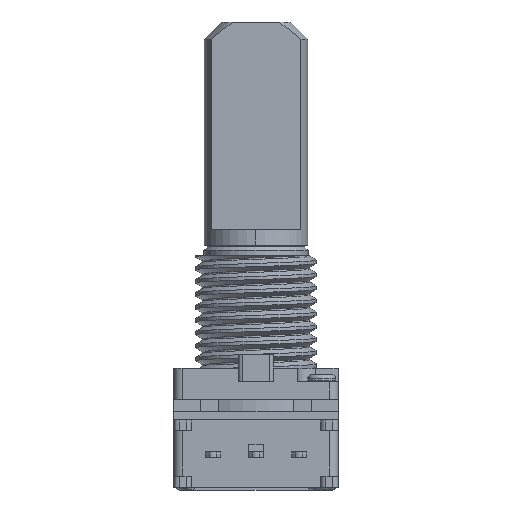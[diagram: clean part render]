
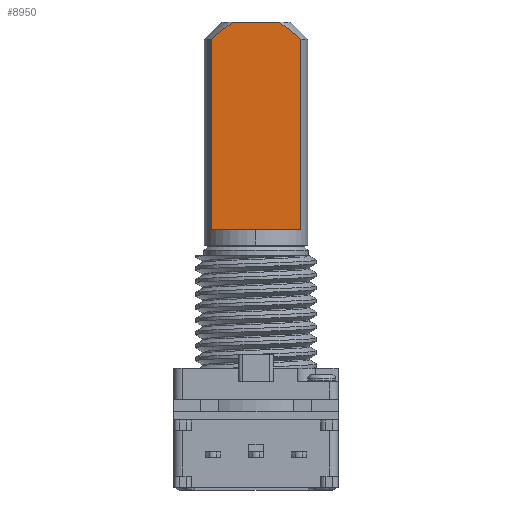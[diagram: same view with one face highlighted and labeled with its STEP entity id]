
A CAD part, front view. The second image highlights one B-rep face of the part: STEP entity #8950.
In plain terms, the highlighted planar face has unit normal (0, -1, 0).
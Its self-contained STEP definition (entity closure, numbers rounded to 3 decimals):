
#82 = DIRECTION ( 'NONE',  ( 0., 0., 1. ) ) ;
#175 = DIRECTION ( 'NONE',  ( -1., 0., 0. ) ) ;
#376 = DIRECTION ( 'NONE',  ( 0., 0., 1. ) ) ;
#559 = CARTESIAN_POINT ( 'NONE',  ( -1.549, -1.5, 22.351 ) ) ;
#589 = VERTEX_POINT ( 'NONE', #6365 ) ;
#736 = EDGE_LOOP ( 'NONE', ( #5645, #7746, #3625, #4652, #8747, #2033 ) ) ;
#1271 = CARTESIAN_POINT ( 'NONE',  ( -2.598, -1.5, 21.5 ) ) ;
#1315 = CARTESIAN_POINT ( 'NONE',  ( -1.323, -1.5, 22.5 ) ) ;
#1883 = CARTESIAN_POINT ( 'NONE',  ( -2.598, -1.5, 22.5 ) ) ;
#1983 = EDGE_CURVE ( 'NONE', #2429, #4115, #2883, .T. ) ;
#2033 = ORIENTED_EDGE ( 'NONE', *, *, #6520, .F. ) ;
#2058 = CARTESIAN_POINT ( 'NONE',  ( 2.187, -1.5, 21.851 ) ) ;
#2128 = CARTESIAN_POINT ( 'NONE',  ( 1.323, -1.5, 22.5 ) ) ;
#2164 = VECTOR ( 'NONE', #8095, 1000. ) ;
#2424 = EDGE_CURVE ( 'NONE', #5863, #589, #4233, .T. ) ;
#2429 = VERTEX_POINT ( 'NONE', #7301 ) ;
#2489 = VERTEX_POINT ( 'NONE', #2899 ) ;
#2668 = CARTESIAN_POINT ( 'NONE',  ( 2.394, -1.5, 21.677 ) ) ;
#2692 = DIRECTION ( 'NONE',  ( 0., 1., 0. ) ) ;
#2883 = B_SPLINE_CURVE_WITH_KNOTS ( 'NONE', 3,
 ( #1271, #7364, #4302, #3578, #559, #1315 ),
 .UNSPECIFIED., .F., .F.,
 ( 4, 2, 4 ),
 ( 0., 0.001, 0.002 ),
 .UNSPECIFIED. ) ;
#2899 = CARTESIAN_POINT ( 'NONE',  ( -2.598, -1.5, 10.5 ) ) ;
#2998 = VERTEX_POINT ( 'NONE', #4057 ) ;
#3578 = CARTESIAN_POINT ( 'NONE',  ( -1.764, -1.5, 22.188 ) ) ;
#3625 = ORIENTED_EDGE ( 'NONE', *, *, #2424, .F. ) ;
#3953 = CARTESIAN_POINT ( 'NONE',  ( -2.598, -1.5, -0.146 ) ) ;
#3996 = LINE ( 'NONE', #7110, #5283 ) ;
#4056 = PLANE ( 'NONE',  #6089 ) ;
#4057 = CARTESIAN_POINT ( 'NONE',  ( 2.598, -1.5, 10.5 ) ) ;
#4095 = LINE ( 'NONE', #7214, #8953 ) ;
#4115 = VERTEX_POINT ( 'NONE', #9480 ) ;
#4233 = B_SPLINE_CURVE_WITH_KNOTS ( 'NONE', 3,
 ( #7446, #9638, #9031, #2058, #2668, #5150 ),
 .UNSPECIFIED., .F., .F.,
 ( 4, 2, 4 ),
 ( 0., 0.001, 0.002 ),
 .UNSPECIFIED. ) ;
#4302 = CARTESIAN_POINT ( 'NONE',  ( -2.187, -1.5, 21.851 ) ) ;
#4628 = LINE ( 'NONE', #3953, #5630 ) ;
#4652 = ORIENTED_EDGE ( 'NONE', *, *, #8027, .F. ) ;
#4843 = EDGE_CURVE ( 'NONE', #589, #2998, #4095, .T. ) ;
#4988 = LINE ( 'NONE', #1883, #2164 ) ;
#5150 = CARTESIAN_POINT ( 'NONE',  ( 2.598, -1.5, 21.5 ) ) ;
#5283 = VECTOR ( 'NONE', #175, 1000. ) ;
#5630 = VECTOR ( 'NONE', #82, 1000. ) ;
#5645 = ORIENTED_EDGE ( 'NONE', *, *, #9625, .F. ) ;
#5754 = CARTESIAN_POINT ( 'NONE',  ( -2.598, -1.5, 10.5 ) ) ;
#5863 = VERTEX_POINT ( 'NONE', #2128 ) ;
#6089 = AXIS2_PLACEMENT_3D ( 'NONE', #5754, #2692, #376 ) ;
#6365 = CARTESIAN_POINT ( 'NONE',  ( 2.598, -1.5, 21.5 ) ) ;
#6520 = EDGE_CURVE ( 'NONE', #2489, #2429, #4628, .T. ) ;
#7001 = DIRECTION ( 'NONE',  ( 0., 0., -1. ) ) ;
#7110 = CARTESIAN_POINT ( 'NONE',  ( -2.598, -1.5, 10.5 ) ) ;
#7214 = CARTESIAN_POINT ( 'NONE',  ( 2.598, -1.5, -0.146 ) ) ;
#7301 = CARTESIAN_POINT ( 'NONE',  ( -2.598, -1.5, 21.5 ) ) ;
#7364 = CARTESIAN_POINT ( 'NONE',  ( -2.394, -1.5, 21.677 ) ) ;
#7446 = CARTESIAN_POINT ( 'NONE',  ( 1.323, -1.5, 22.5 ) ) ;
#7746 = ORIENTED_EDGE ( 'NONE', *, *, #4843, .F. ) ;
#8027 = EDGE_CURVE ( 'NONE', #4115, #5863, #4988, .T. ) ;
#8095 = DIRECTION ( 'NONE',  ( 1., 0., 0. ) ) ;
#8702 = FACE_OUTER_BOUND ( 'NONE', #736, .T. ) ;
#8747 = ORIENTED_EDGE ( 'NONE', *, *, #1983, .F. ) ;
#8950 = ADVANCED_FACE ( 'NONE', ( #8702 ), #4056, .F. ) ;
#8953 = VECTOR ( 'NONE', #7001, 1000. ) ;
#9031 = CARTESIAN_POINT ( 'NONE',  ( 1.764, -1.5, 22.188 ) ) ;
#9480 = CARTESIAN_POINT ( 'NONE',  ( -1.323, -1.5, 22.5 ) ) ;
#9625 = EDGE_CURVE ( 'NONE', #2998, #2489, #3996, .T. ) ;
#9638 = CARTESIAN_POINT ( 'NONE',  ( 1.549, -1.5, 22.351 ) ) ;
